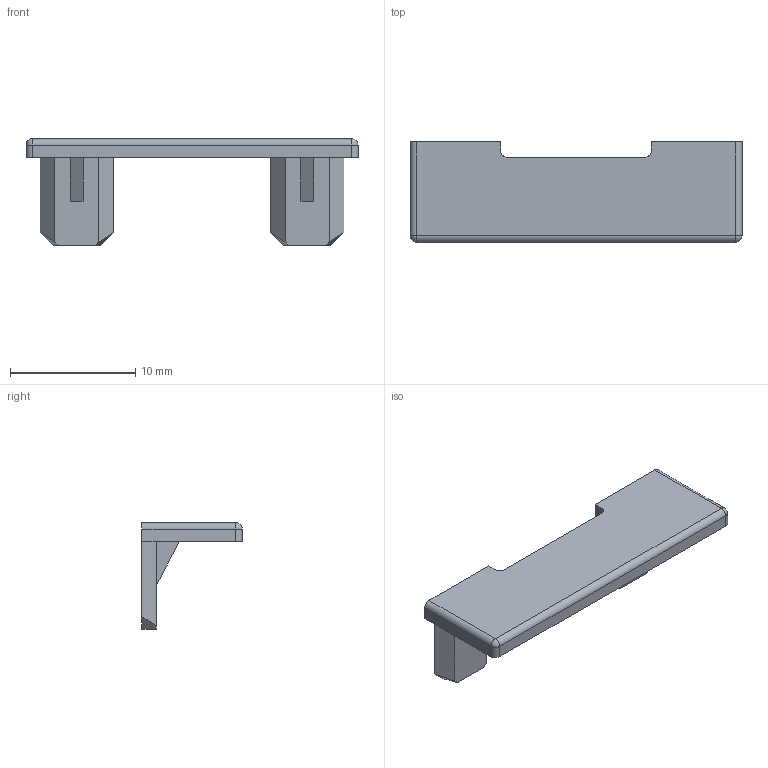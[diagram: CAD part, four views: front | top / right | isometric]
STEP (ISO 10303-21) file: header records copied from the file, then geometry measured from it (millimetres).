
FILE_DESCRIPTION(('CATIA V5R19 STEP'),'2;1');
FILE_NAME ('7618045_3_8869460000_S3D_SCM_I_MARK.stp','2015-11-24T13:57:44+00:00',('none'),('Weidmueller'),'CATIA Version 5 Release 20 SP 5 (IN-10)','CATIA V5 STEP AP214','none');
FILE_SCHEMA(('AUTOMOTIVE_DESIGN { 1 0 10303 214 1 1 1 1 }'));
Length unit declared in the file: millimetre
Products named in the file (1): 8869460000
Bounding box: 26.5 x 8 x 8.5 mm (x, y, z)
Volume: 374.6 mm3; surface area: 673.2 mm2
Topology: 1 solids, 1 shells, 37 faces, 101 edges, 64 vertices
Faces by surface type: plane 28, cylinder 7, sphere 2
Entity records: 1385 total; most frequent: CARTESIAN_POINT 200, ORIENTED_EDGE 198, DIRECTION 162, EDGE_CURVE 99, VECTOR 82, LINE 82, VERTEX_POINT 64, AXIS2_PLACEMENT_3D 48
